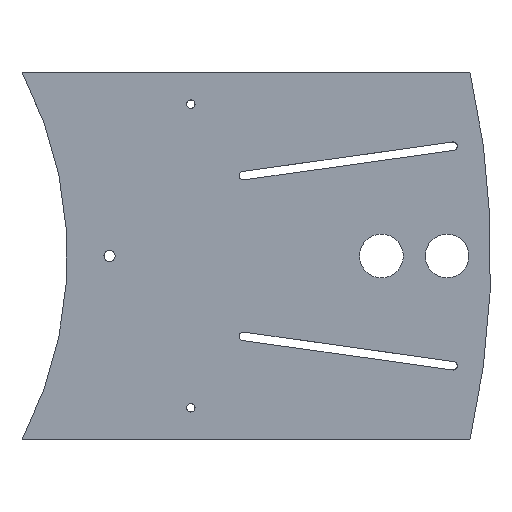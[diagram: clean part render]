
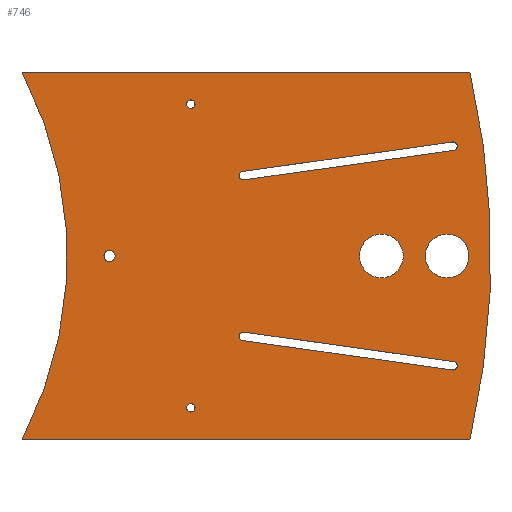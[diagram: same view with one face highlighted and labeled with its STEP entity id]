
A CAD part, top view. The second image highlights one B-rep face of the part: STEP entity #746.
In plain terms, the highlighted planar face has unit normal (0, 0, 1).
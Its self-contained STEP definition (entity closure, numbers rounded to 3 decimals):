
#29=FACE_BOUND('',#143,.T.);
#30=FACE_BOUND('',#144,.T.);
#31=FACE_BOUND('',#145,.T.);
#32=FACE_BOUND('',#146,.T.);
#33=FACE_BOUND('',#147,.T.);
#34=FACE_BOUND('',#148,.T.);
#35=FACE_BOUND('',#149,.T.);
#54=PLANE('',#840);
#93=FACE_OUTER_BOUND('',#142,.T.);
#142=EDGE_LOOP('',(#671,#672,#673,#674));
#143=EDGE_LOOP('',(#675));
#144=EDGE_LOOP('',(#676));
#145=EDGE_LOOP('',(#677));
#146=EDGE_LOOP('',(#678));
#147=EDGE_LOOP('',(#679));
#148=EDGE_LOOP('',(#680,#681,#682,#683));
#149=EDGE_LOOP('',(#684,#685,#686,#687));
#194=LINE('',#1233,#256);
#198=LINE('',#1242,#260);
#202=LINE('',#1254,#264);
#205=LINE('',#1261,#267);
#206=LINE('',#1265,#268);
#210=LINE('',#1274,#272);
#256=VECTOR('',#1012,10.);
#260=VECTOR('',#1022,10.);
#264=VECTOR('',#1036,10.);
#267=VECTOR('',#1045,10.);
#268=VECTOR('',#1048,10.);
#272=VECTOR('',#1058,10.);
#303=CIRCLE('',#813,3.005);
#304=CIRCLE('',#815,4.);
#305=CIRCLE('',#817,3.005);
#306=CIRCLE('',#819,15.5);
#307=CIRCLE('',#821,15.5);
#308=CIRCLE('',#824,3.01);
#309=CIRCLE('',#827,3.01);
#310=CIRCLE('',#829,3.01);
#311=CIRCLE('',#832,3.01);
#312=CIRCLE('',#836,280.);
#313=CIRCLE('',#839,580.);
#365=VERTEX_POINT('',#1211);
#366=VERTEX_POINT('',#1215);
#367=VERTEX_POINT('',#1219);
#368=VERTEX_POINT('',#1223);
#369=VERTEX_POINT('',#1227);
#370=VERTEX_POINT('',#1231);
#371=VERTEX_POINT('',#1232);
#372=VERTEX_POINT('',#1237);
#373=VERTEX_POINT('',#1241);
#374=VERTEX_POINT('',#1247);
#375=VERTEX_POINT('',#1248);
#376=VERTEX_POINT('',#1253);
#377=VERTEX_POINT('',#1257);
#378=VERTEX_POINT('',#1263);
#379=VERTEX_POINT('',#1264);
#380=VERTEX_POINT('',#1269);
#381=VERTEX_POINT('',#1273);
#451=EDGE_CURVE('',#365,#365,#303,.T.);
#453=EDGE_CURVE('',#366,#366,#304,.T.);
#455=EDGE_CURVE('',#367,#367,#305,.T.);
#456=EDGE_CURVE('',#368,#368,#306,.T.);
#458=EDGE_CURVE('',#369,#369,#307,.T.);
#460=EDGE_CURVE('',#370,#371,#194,.T.);
#463=EDGE_CURVE('',#372,#370,#308,.T.);
#465=EDGE_CURVE('',#373,#372,#198,.T.);
#467=EDGE_CURVE('',#371,#373,#309,.T.);
#468=EDGE_CURVE('',#374,#375,#310,.T.);
#471=EDGE_CURVE('',#376,#374,#202,.T.);
#473=EDGE_CURVE('',#377,#376,#311,.T.);
#475=EDGE_CURVE('',#375,#377,#205,.T.);
#476=EDGE_CURVE('',#378,#379,#206,.T.);
#479=EDGE_CURVE('',#380,#379,#312,.T.);
#481=EDGE_CURVE('',#380,#381,#210,.T.);
#483=EDGE_CURVE('',#381,#378,#313,.T.);
#671=ORIENTED_EDGE('',*,*,#483,.T.);
#672=ORIENTED_EDGE('',*,*,#476,.T.);
#673=ORIENTED_EDGE('',*,*,#479,.F.);
#674=ORIENTED_EDGE('',*,*,#481,.T.);
#675=ORIENTED_EDGE('',*,*,#451,.T.);
#676=ORIENTED_EDGE('',*,*,#453,.T.);
#677=ORIENTED_EDGE('',*,*,#455,.T.);
#678=ORIENTED_EDGE('',*,*,#456,.T.);
#679=ORIENTED_EDGE('',*,*,#458,.T.);
#680=ORIENTED_EDGE('',*,*,#460,.T.);
#681=ORIENTED_EDGE('',*,*,#467,.T.);
#682=ORIENTED_EDGE('',*,*,#465,.T.);
#683=ORIENTED_EDGE('',*,*,#463,.T.);
#684=ORIENTED_EDGE('',*,*,#468,.T.);
#685=ORIENTED_EDGE('',*,*,#475,.T.);
#686=ORIENTED_EDGE('',*,*,#473,.T.);
#687=ORIENTED_EDGE('',*,*,#471,.T.);
#746=ADVANCED_FACE('',(#93,#29,#30,#31,#32,#33,#34,#35),#54,.T.);
#813=AXIS2_PLACEMENT_3D('',#1213,#988,#989);
#815=AXIS2_PLACEMENT_3D('',#1217,#993,#994);
#817=AXIS2_PLACEMENT_3D('',#1221,#998,#999);
#819=AXIS2_PLACEMENT_3D('',#1224,#1002,#1003);
#821=AXIS2_PLACEMENT_3D('',#1228,#1007,#1008);
#824=AXIS2_PLACEMENT_3D('',#1238,#1017,#1018);
#827=AXIS2_PLACEMENT_3D('',#1245,#1026,#1027);
#829=AXIS2_PLACEMENT_3D('',#1249,#1030,#1031);
#832=AXIS2_PLACEMENT_3D('',#1258,#1040,#1041);
#836=AXIS2_PLACEMENT_3D('',#1270,#1053,#1054);
#839=AXIS2_PLACEMENT_3D('',#1277,#1062,#1063);
#840=AXIS2_PLACEMENT_3D('',#1278,#1064,#1065);
#988=DIRECTION('center_axis',(0.,0.,
-1.));
#989=DIRECTION('ref_axis',(1.,0.,0.));
#993=DIRECTION('center_axis',(0.,0.,
-1.));
#994=DIRECTION('ref_axis',(1.,0.,0.));
#998=DIRECTION('center_axis',(0.,0.,
-1.));
#999=DIRECTION('ref_axis',(1.,0.,0.));
#1002=DIRECTION('center_axis',(0.,0.,
-1.));
#1003=DIRECTION('ref_axis',(-1.,0.,0.));
#1007=DIRECTION('center_axis',(0.,0.,
-1.));
#1008=DIRECTION('ref_axis',(-1.,0.,0.));
#1012=DIRECTION('',(-0.99,0.139,0.));
#1017=DIRECTION('center_axis',(0.,0.,
-1.));
#1018=DIRECTION('ref_axis',(-0.139,-0.99,0.));
#1022=DIRECTION('',(0.99,-0.139,0.));
#1026=DIRECTION('center_axis',(0.,0.,
-1.));
#1027=DIRECTION('ref_axis',(0.139,0.99,0.));
#1030=DIRECTION('center_axis',(0.,0.,
-1.));
#1031=DIRECTION('ref_axis',(0.139,-0.99,0.));
#1036=DIRECTION('',(0.99,0.139,0.));
#1040=DIRECTION('center_axis',(0.,0.,
-1.));
#1041=DIRECTION('ref_axis',(-0.139,0.99,0.));
#1045=DIRECTION('',(-0.99,-0.139,0.));
#1048=DIRECTION('',(-1.,0.,0.));
#1053=DIRECTION('center_axis',(0.,0.,
1.));
#1054=DIRECTION('ref_axis',(0.886,-0.464,0.));
#1058=DIRECTION('',(1.,0.,0.));
#1062=DIRECTION('center_axis',(0.,0.,
1.));
#1063=DIRECTION('ref_axis',(0.975,-0.224,0.));
#1064=DIRECTION('center_axis',(0.,0.,
1.));
#1065=DIRECTION('ref_axis',(-1.,0.,0.));
#1211=CARTESIAN_POINT('',(364.495,-107.503,-26.));
#1213=CARTESIAN_POINT('Origin',(367.5,-107.503,-26.));
#1215=CARTESIAN_POINT('',(306.,0.,-26.));
#1217=CARTESIAN_POINT('Origin',(310.,0.,-26.));
#1219=CARTESIAN_POINT('',(364.495,107.503,-26.));
#1221=CARTESIAN_POINT('Origin',(367.5,107.503,-26.));
#1223=CARTESIAN_POINT('',(564.5,0.,-26.));
#1224=CARTESIAN_POINT('Origin',(549.,0.,-26.));
#1227=CARTESIAN_POINT('',(518.,0.,-26.));
#1228=CARTESIAN_POINT('Origin',(502.5,0.,-26.));
#1231=CARTESIAN_POINT('',(552.824,-80.734,-26.));
#1232=CARTESIAN_POINT('',(404.284,-59.858,-26.));
#1233=CARTESIAN_POINT('',(479.191,-70.386,-26.));
#1237=CARTESIAN_POINT('',(553.662,-74.773,-26.));
#1238=CARTESIAN_POINT('Origin',(553.243,-77.753,-26.));
#1241=CARTESIAN_POINT('',(405.122,-53.897,-26.));
#1242=CARTESIAN_POINT('',(405.759,-53.986,-26.));
#1245=CARTESIAN_POINT('Origin',(404.703,-56.877,-26.));
#1247=CARTESIAN_POINT('',(552.824,80.734,-26.));
#1248=CARTESIAN_POINT('',(553.662,74.773,-26.));
#1249=CARTESIAN_POINT('Origin',(553.243,77.753,-26.));
#1253=CARTESIAN_POINT('',(404.284,59.858,-26.));
#1254=CARTESIAN_POINT('',(404.921,59.948,-26.));
#1257=CARTESIAN_POINT('',(405.122,53.897,-26.));
#1258=CARTESIAN_POINT('Origin',(404.703,56.877,-26.));
#1261=CARTESIAN_POINT('',(480.029,64.424,-26.));
#1263=CARTESIAN_POINT('',(565.243,130.,-26.));
#1264=CARTESIAN_POINT('',(247.992,130.,-26.));
#1265=CARTESIAN_POINT('',(565.243,130.,-26.));
#1269=CARTESIAN_POINT('',(247.992,-130.,-26.));
#1270=CARTESIAN_POINT('Origin',(0.,0.,
-26.));
#1273=CARTESIAN_POINT('',(565.243,-130.,-26.));
#1274=CARTESIAN_POINT('',(247.992,-130.,-26.));
#1277=CARTESIAN_POINT('Origin',(0.,0.,
-26.));
#1278=CARTESIAN_POINT('Origin',(413.996,0.,-26.));
